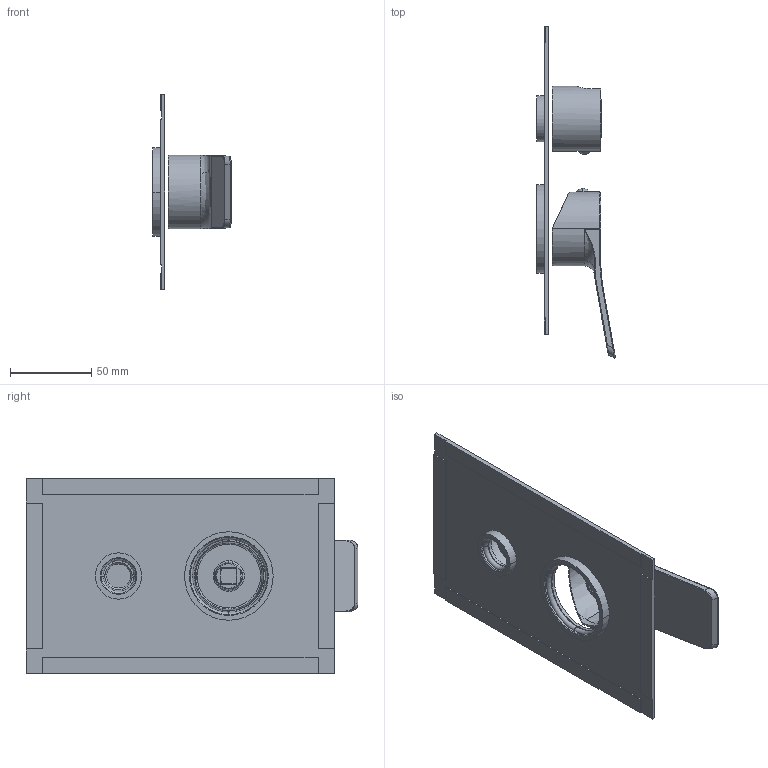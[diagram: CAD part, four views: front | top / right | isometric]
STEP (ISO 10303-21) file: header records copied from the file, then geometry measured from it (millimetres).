
FILE_DESCRIPTION((''),'2;1');
FILE_NAME('TI018CR-MEST','2021-11-09T08:20:21',('ut3'),('PAFFONI SpA'),'CREO PARAMETRIC BY PTC INC, 2020044','CREO PARAMETRIC BY PTC INC, 2020044','');
FILE_SCHEMA(('CONFIG_CONTROL_DESIGN','SHAPE_APPEARANCE_LAYERS_GROUPS'));
Length unit declared in the file: millimetre
Products named in the file (1): TI018CR-MEST
Bounding box: 48.45 x 204.58 x 120 mm (x, y, z)
Volume: 99995.2 mm3; surface area: 75934.1 mm2
Topology: 3 solids, 3 shells, 241 faces, 594 edges, 365 vertices
Faces by surface type: plane 102, cylinder 81, cone 29, torus 13, bspline 11, sphere 5
Entity records: 10430 total; most frequent: CARTESIAN_POINT 3005, DIRECTION 1186, ORIENTED_EDGE 1176, EDGE_CURVE 588, AXIS2_PLACEMENT_3D 438, VERTEX_POINT 365, VECTOR 310, LINE 310
